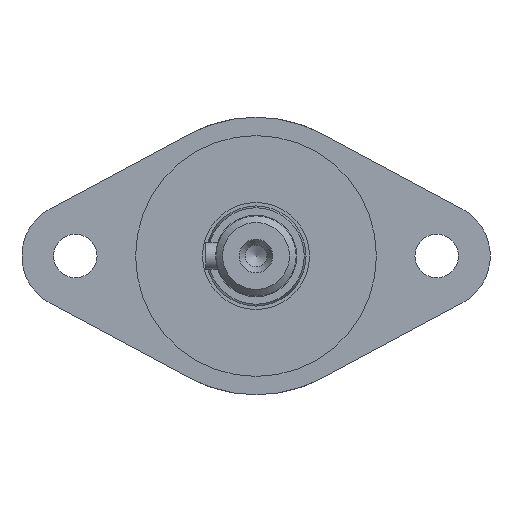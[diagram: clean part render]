
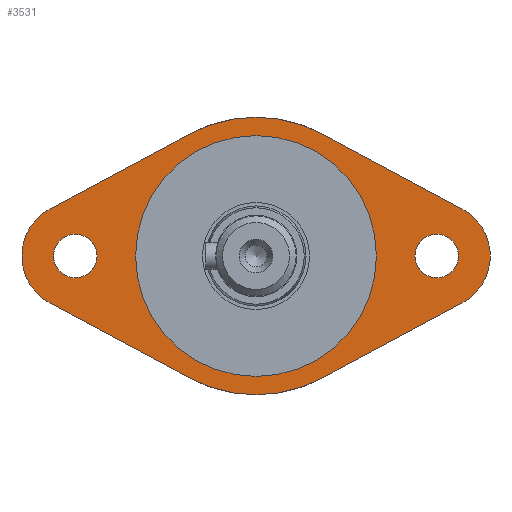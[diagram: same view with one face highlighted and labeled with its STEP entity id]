
A CAD part, left-side view. The second image highlights one B-rep face of the part: STEP entity #3531.
In plain terms, the highlighted planar face has unit normal (-1, 0, 0).
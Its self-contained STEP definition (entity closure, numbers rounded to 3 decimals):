
#550=LINE('',#5872,#830);
#552=LINE('',#5877,#832);
#556=LINE('',#5890,#836);
#561=LINE('',#5903,#841);
#830=VECTOR('',#4680,10.);
#832=VECTOR('',#4684,10.);
#836=VECTOR('',#4696,10.);
#841=VECTOR('',#4709,10.);
#925=FACE_BOUND('',#1314,.T.);
#926=FACE_BOUND('',#1315,.T.);
#927=FACE_BOUND('',#1316,.T.);
#1100=FACE_OUTER_BOUND('',#1313,.T.);
#1313=EDGE_LOOP('',(#3093,#3094,#3095,#3096,#3097,#3098,#3099,#3100));
#1314=EDGE_LOOP('',(#3101));
#1315=EDGE_LOOP('',(#3102));
#1316=EDGE_LOOP('',(#3103));
#1458=CIRCLE('',#3837,3.25);
#1460=CIRCLE('',#3840,3.25);
#1462=CIRCLE('',#3843,8.);
#1466=CIRCLE('',#3852,8.);
#1468=CIRCLE('',#3857,18.);
#1470=CIRCLE('',#3860,20.75);
#1471=CIRCLE('',#3861,20.75);
#1744=VERTEX_POINT('',#5849);
#1746=VERTEX_POINT('',#5855);
#1749=VERTEX_POINT('',#5862);
#1750=VERTEX_POINT('',#5864);
#1752=VERTEX_POINT('',#5870);
#1754=VERTEX_POINT('',#5876);
#1758=VERTEX_POINT('',#5887);
#1759=VERTEX_POINT('',#5889);
#1761=VERTEX_POINT('',#5895);
#1763=VERTEX_POINT('',#5901);
#1764=VERTEX_POINT('',#5907);
#2190=EDGE_CURVE('',#1744,#1744,#1458,.T.);
#2193=EDGE_CURVE('',#1746,#1746,#1460,.T.);
#2196=EDGE_CURVE('',#1749,#1750,#1462,.T.);
#2200=EDGE_CURVE('',#1752,#1749,#550,.T.);
#2202=EDGE_CURVE('',#1750,#1754,#552,.T.);
#2208=EDGE_CURVE('',#1759,#1758,#556,.T.);
#2212=EDGE_CURVE('',#1758,#1761,#1466,.T.);
#2215=EDGE_CURVE('',#1761,#1763,#561,.T.);
#2217=EDGE_CURVE('',#1764,#1764,#1468,.T.);
#2220=EDGE_CURVE('',#1754,#1763,#1470,.T.);
#2221=EDGE_CURVE('',#1759,#1752,#1471,.T.);
#3093=ORIENTED_EDGE('',*,*,#2220,.F.);
#3094=ORIENTED_EDGE('',*,*,#2202,.F.);
#3095=ORIENTED_EDGE('',*,*,#2196,.F.);
#3096=ORIENTED_EDGE('',*,*,#2200,.F.);
#3097=ORIENTED_EDGE('',*,*,#2221,.F.);
#3098=ORIENTED_EDGE('',*,*,#2208,.T.);
#3099=ORIENTED_EDGE('',*,*,#2212,.T.);
#3100=ORIENTED_EDGE('',*,*,#2215,.T.);
#3101=ORIENTED_EDGE('',*,*,#2190,.T.);
#3102=ORIENTED_EDGE('',*,*,#2193,.T.);
#3103=ORIENTED_EDGE('',*,*,#2217,.T.);
#3352=PLANE('',#3859);
#3531=ADVANCED_FACE('',(#1100,#925,#926,#927),#3352,.T.);
#3837=AXIS2_PLACEMENT_3D('',#5851,#4659,#4660);
#3840=AXIS2_PLACEMENT_3D('',#5857,#4666,#4667);
#3843=AXIS2_PLACEMENT_3D('',#5865,#4673,#4674);
#3852=AXIS2_PLACEMENT_3D('',#5897,#4703,#4704);
#3857=AXIS2_PLACEMENT_3D('',#5908,#4716,#4717);
#3859=AXIS2_PLACEMENT_3D('',#5912,#4721,#4722);
#3860=AXIS2_PLACEMENT_3D('',#5913,#4723,#4724);
#3861=AXIS2_PLACEMENT_3D('',#5914,#4725,#4726);
#4659=DIRECTION('center_axis',(1.,0.,0.));
#4660=DIRECTION('ref_axis',(0.,0.,-1.));
#4666=DIRECTION('center_axis',(1.,0.,0.));
#4667=DIRECTION('ref_axis',(0.,0.,-1.));
#4673=DIRECTION('center_axis',(1.,0.,0.));
#4674=DIRECTION('ref_axis',(0.,0.472,0.881));
#4680=DIRECTION('',(0.,-0.881,-0.472));
#4684=DIRECTION('',(0.,0.881,-0.472));
#4696=DIRECTION('',(0.,0.881,-0.472));
#4703=DIRECTION('center_axis',(-1.,0.,0.));
#4704=DIRECTION('ref_axis',(0.,0.472,0.881));
#4709=DIRECTION('',(0.,-0.881,-0.472));
#4716=DIRECTION('center_axis',(1.,0.,0.));
#4717=DIRECTION('ref_axis',(0.,1.,0.));
#4721=DIRECTION('center_axis',(-1.,0.,0.));
#4722=DIRECTION('ref_axis',(0.,0.,
1.));
#4723=DIRECTION('center_axis',(1.,0.,0.));
#4724=DIRECTION('ref_axis',(0.,1.,0.));
#4725=DIRECTION('center_axis',(1.,0.,0.));
#4726=DIRECTION('ref_axis',(0.,1.,0.));
#5849=CARTESIAN_POINT('',(-212.2,27.,3.25));
#5851=CARTESIAN_POINT('Origin',(-212.2,27.,0.));
#5855=CARTESIAN_POINT('',(-212.2,-27.,3.25));
#5857=CARTESIAN_POINT('Origin',(-212.2,-27.,0.));
#5862=CARTESIAN_POINT('',(-212.2,-30.778,7.052));
#5864=CARTESIAN_POINT('',(-212.2,-30.778,-7.052));
#5865=CARTESIAN_POINT('Origin',(-212.2,-27.,0.));
#5870=CARTESIAN_POINT('',(-212.2,-9.799,18.291));
#5872=CARTESIAN_POINT('',(-212.2,-9.799,18.291));
#5876=CARTESIAN_POINT('',(-212.2,-9.799,-18.291));
#5877=CARTESIAN_POINT('',(-212.2,-30.778,-7.052));
#5887=CARTESIAN_POINT('',(-212.2,30.778,7.052));
#5889=CARTESIAN_POINT('',(-212.2,9.799,18.291));
#5890=CARTESIAN_POINT('',(-212.2,9.799,18.291));
#5895=CARTESIAN_POINT('',(-212.2,30.778,-7.052));
#5897=CARTESIAN_POINT('Origin',(-212.2,27.,0.));
#5901=CARTESIAN_POINT('',(-212.2,9.799,-18.291));
#5903=CARTESIAN_POINT('',(-212.2,30.778,-7.052));
#5907=CARTESIAN_POINT('',(-212.2,-18.,0.));
#5908=CARTESIAN_POINT('Origin',(-212.2,0.,
0.));
#5912=CARTESIAN_POINT('Origin',(-212.2,19.375,0.));
#5913=CARTESIAN_POINT('Origin',(-212.2,0.,
0.));
#5914=CARTESIAN_POINT('Origin',(-212.2,0.,
0.));
